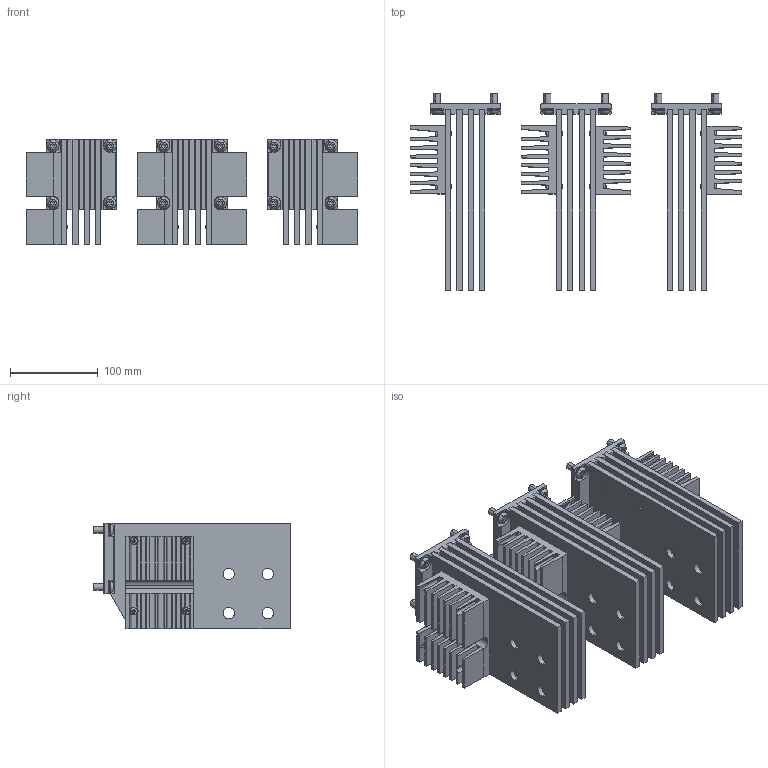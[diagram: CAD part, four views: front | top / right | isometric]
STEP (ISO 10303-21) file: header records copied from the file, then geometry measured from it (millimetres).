
FILE_DESCRIPTION(('CATIA V5 STEP Exchange'),'2;1');
FILE_NAME('1SDH001252R0372_1PA_001_00_1SDH001252R0372_1PA_001_00_E4.2_III_W_TERM_V_UL_LOWER_3200A.stp','2015-12-02T15:59:43+00:00',('none'),('none'),'CATIA Version 5 Release 20 SP 6 (IN-10)','CATIA V5 STEP AP214','none');
FILE_SCHEMA(('AUTOMOTIVE_DESIGN { 1 0 10303 214 1 1 1 1 }'));
Products named in the file (1): 1SDH001252R0372_1PA_001_00_E4.2_III_W_TERM_V_UL_LOWER_3200A
Bounding box: 376.7 x 223.4 x 120 mm (x, y, z)
Volume: 2531481.2 mm3; surface area: 975538.1 mm2
Topology: 59 solids, 59 shells, 1594 faces, 4160 edges, 2700 vertices
Faces by surface type: plane 990, cylinder 524, sphere 56, cone 24
Entity records: 48173 total; most frequent: CARTESIAN_POINT 11865, ORIENTED_EDGE 8272, DIRECTION 5552, EDGE_CURVE 4136, VERTEX_POINT 2700, VECTOR 2560, LINE 2560, AXIS2_PLACEMENT_3D 2053
